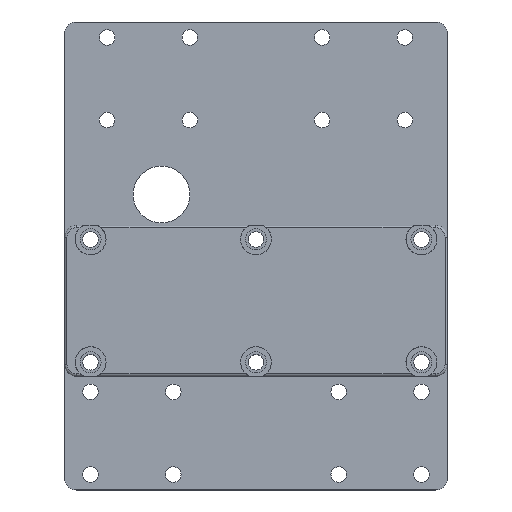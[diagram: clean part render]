
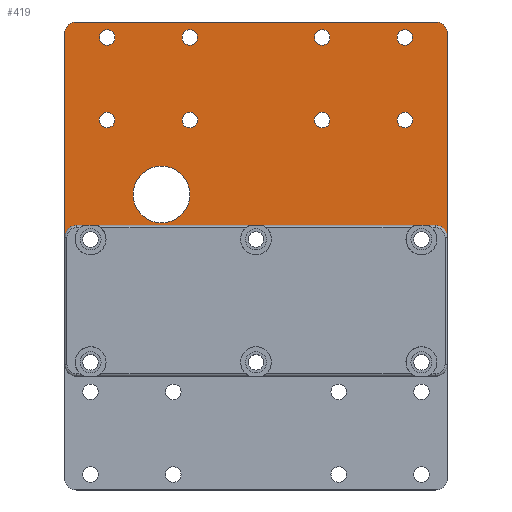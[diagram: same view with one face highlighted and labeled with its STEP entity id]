
A CAD part, top view. The second image highlights one B-rep face of the part: STEP entity #419.
In plain terms, the highlighted planar face has unit normal (0, 0, 1).
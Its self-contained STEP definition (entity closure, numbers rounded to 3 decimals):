
#48 = VERTEX_POINT('',#49);
#49 = CARTESIAN_POINT('',(14.,106.9,1.));
#55 = EDGE_CURVE('',#56,#48,#58,.T.);
#56 = VERTEX_POINT('',#57);
#57 = CARTESIAN_POINT('',(14.,111.9,1.));
#58 = LINE('',#59,#60);
#59 = CARTESIAN_POINT('',(14.,24.05,1.));
#60 = VECTOR('',#61,1.);
#61 = DIRECTION('',(0.,-1.,0.));
#376 = VERTEX_POINT('',#377);
#377 = CARTESIAN_POINT('',(14.,193.,1.));
#383 = EDGE_CURVE('',#56,#376,#384,.T.);
#384 = LINE('',#385,#386);
#385 = CARTESIAN_POINT('',(14.,0.,1.));
#386 = VECTOR('',#387,1.);
#387 = DIRECTION('',(0.,1.,0.));
#419 = ADVANCED_FACE('',(#420,#490,#501,#512,#523,#534,#545,#556,#567,
    #578),#589,.T.);
#420 = FACE_BOUND('',#421,.T.);
#421 = EDGE_LOOP('',(#422,#423,#424,#433,#441,#450,#458,#466,#475,#483)
  );
#422 = ORIENTED_EDGE('',*,*,#383,.F.);
#423 = ORIENTED_EDGE('',*,*,#55,.T.);
#424 = ORIENTED_EDGE('',*,*,#425,.T.);
#425 = EDGE_CURVE('',#48,#426,#428,.T.);
#426 = VERTEX_POINT('',#427);
#427 = CARTESIAN_POINT('',(19.,111.9,1.));
#428 = CIRCLE('',#429,5.);
#429 = AXIS2_PLACEMENT_3D('',#430,#431,#432);
#430 = CARTESIAN_POINT('',(19.,106.9,1.));
#431 = DIRECTION('',(-0.,-0.,-1.));
#432 = DIRECTION('',(0.,-1.,0.));
#433 = ORIENTED_EDGE('',*,*,#434,.T.);
#434 = EDGE_CURVE('',#426,#435,#437,.T.);
#435 = VERTEX_POINT('',#436);
#436 = CARTESIAN_POINT('',(171.,111.9,1.));
#437 = LINE('',#438,#439);
#438 = CARTESIAN_POINT('',(14.,111.9,1.));
#439 = VECTOR('',#440,1.);
#440 = DIRECTION('',(1.,0.,0.));
#441 = ORIENTED_EDGE('',*,*,#442,.T.);
#442 = EDGE_CURVE('',#435,#443,#445,.T.);
#443 = VERTEX_POINT('',#444);
#444 = CARTESIAN_POINT('',(176.,106.9,1.));
#445 = CIRCLE('',#446,5.);
#446 = AXIS2_PLACEMENT_3D('',#447,#448,#449);
#447 = CARTESIAN_POINT('',(171.,106.9,1.));
#448 = DIRECTION('',(-0.,-0.,-1.));
#449 = DIRECTION('',(0.,-1.,0.));
#450 = ORIENTED_EDGE('',*,*,#451,.F.);
#451 = EDGE_CURVE('',#452,#443,#454,.T.);
#452 = VERTEX_POINT('',#453);
#453 = CARTESIAN_POINT('',(176.,111.9,1.));
#454 = LINE('',#455,#456);
#455 = CARTESIAN_POINT('',(176.,24.05,1.));
#456 = VECTOR('',#457,1.);
#457 = DIRECTION('',(0.,-1.,0.));
#458 = ORIENTED_EDGE('',*,*,#459,.T.);
#459 = EDGE_CURVE('',#452,#460,#462,.T.);
#460 = VERTEX_POINT('',#461);
#461 = CARTESIAN_POINT('',(176.,193.,1.));
#462 = LINE('',#463,#464);
#463 = CARTESIAN_POINT('',(176.,0.,1.));
#464 = VECTOR('',#465,1.);
#465 = DIRECTION('',(0.,1.,0.));
#466 = ORIENTED_EDGE('',*,*,#467,.F.);
#467 = EDGE_CURVE('',#468,#460,#470,.T.);
#468 = VERTEX_POINT('',#469);
#469 = CARTESIAN_POINT('',(171.,198.,1.));
#470 = CIRCLE('',#471,5.);
#471 = AXIS2_PLACEMENT_3D('',#472,#473,#474);
#472 = CARTESIAN_POINT('',(171.,193.,1.));
#473 = DIRECTION('',(-0.,-0.,-1.));
#474 = DIRECTION('',(0.,-1.,0.));
#475 = ORIENTED_EDGE('',*,*,#476,.F.);
#476 = EDGE_CURVE('',#477,#468,#479,.T.);
#477 = VERTEX_POINT('',#478);
#478 = CARTESIAN_POINT('',(19.,198.,1.));
#479 = LINE('',#480,#481);
#480 = CARTESIAN_POINT('',(14.,198.,1.));
#481 = VECTOR('',#482,1.);
#482 = DIRECTION('',(1.,0.,0.));
#483 = ORIENTED_EDGE('',*,*,#484,.F.);
#484 = EDGE_CURVE('',#376,#477,#485,.T.);
#485 = CIRCLE('',#486,5.);
#486 = AXIS2_PLACEMENT_3D('',#487,#488,#489);
#487 = CARTESIAN_POINT('',(19.,193.,1.));
#488 = DIRECTION('',(-0.,-0.,-1.));
#489 = DIRECTION('',(0.,-1.,0.));
#490 = FACE_BOUND('',#491,.T.);
#491 = EDGE_LOOP('',(#492));
#492 = ORIENTED_EDGE('',*,*,#493,.T.);
#493 = EDGE_CURVE('',#494,#494,#496,.T.);
#494 = VERTEX_POINT('',#495);
#495 = CARTESIAN_POINT('',(67.,125.,1.));
#496 = CIRCLE('',#497,12.);
#497 = AXIS2_PLACEMENT_3D('',#498,#499,#500);
#498 = CARTESIAN_POINT('',(55.,125.,1.));
#499 = DIRECTION('',(0.,0.,-1.));
#500 = DIRECTION('',(1.,0.,0.));
#501 = FACE_BOUND('',#502,.T.);
#502 = EDGE_LOOP('',(#503));
#503 = ORIENTED_EDGE('',*,*,#504,.T.);
#504 = EDGE_CURVE('',#505,#505,#507,.T.);
#505 = VERTEX_POINT('',#506);
#506 = CARTESIAN_POINT('',(35.3,156.5,1.));
#507 = CIRCLE('',#508,3.3);
#508 = AXIS2_PLACEMENT_3D('',#509,#510,#511);
#509 = CARTESIAN_POINT('',(32.,156.5,1.));
#510 = DIRECTION('',(0.,0.,-1.));
#511 = DIRECTION('',(1.,0.,0.));
#512 = FACE_BOUND('',#513,.T.);
#513 = EDGE_LOOP('',(#514));
#514 = ORIENTED_EDGE('',*,*,#515,.T.);
#515 = EDGE_CURVE('',#516,#516,#518,.T.);
#516 = VERTEX_POINT('',#517);
#517 = CARTESIAN_POINT('',(35.3,191.5,1.));
#518 = CIRCLE('',#519,3.3);
#519 = AXIS2_PLACEMENT_3D('',#520,#521,#522);
#520 = CARTESIAN_POINT('',(32.,191.5,1.));
#521 = DIRECTION('',(0.,0.,-1.));
#522 = DIRECTION('',(1.,0.,0.));
#523 = FACE_BOUND('',#524,.T.);
#524 = EDGE_LOOP('',(#525));
#525 = ORIENTED_EDGE('',*,*,#526,.T.);
#526 = EDGE_CURVE('',#527,#527,#529,.T.);
#527 = VERTEX_POINT('',#528);
#528 = CARTESIAN_POINT('',(70.3,156.5,1.));
#529 = CIRCLE('',#530,3.3);
#530 = AXIS2_PLACEMENT_3D('',#531,#532,#533);
#531 = CARTESIAN_POINT('',(67.,156.5,1.));
#532 = DIRECTION('',(0.,0.,-1.));
#533 = DIRECTION('',(1.,0.,0.));
#534 = FACE_BOUND('',#535,.T.);
#535 = EDGE_LOOP('',(#536));
#536 = ORIENTED_EDGE('',*,*,#537,.T.);
#537 = EDGE_CURVE('',#538,#538,#540,.T.);
#538 = VERTEX_POINT('',#539);
#539 = CARTESIAN_POINT('',(70.3,191.5,1.));
#540 = CIRCLE('',#541,3.3);
#541 = AXIS2_PLACEMENT_3D('',#542,#543,#544);
#542 = CARTESIAN_POINT('',(67.,191.5,1.));
#543 = DIRECTION('',(0.,0.,-1.));
#544 = DIRECTION('',(1.,0.,0.));
#545 = FACE_BOUND('',#546,.T.);
#546 = EDGE_LOOP('',(#547));
#547 = ORIENTED_EDGE('',*,*,#548,.T.);
#548 = EDGE_CURVE('',#549,#549,#551,.T.);
#549 = VERTEX_POINT('',#550);
#550 = CARTESIAN_POINT('',(126.3,156.5,1.));
#551 = CIRCLE('',#552,3.3);
#552 = AXIS2_PLACEMENT_3D('',#553,#554,#555);
#553 = CARTESIAN_POINT('',(123.,156.5,1.));
#554 = DIRECTION('',(0.,0.,-1.));
#555 = DIRECTION('',(1.,0.,0.));
#556 = FACE_BOUND('',#557,.T.);
#557 = EDGE_LOOP('',(#558));
#558 = ORIENTED_EDGE('',*,*,#559,.T.);
#559 = EDGE_CURVE('',#560,#560,#562,.T.);
#560 = VERTEX_POINT('',#561);
#561 = CARTESIAN_POINT('',(126.3,191.5,1.));
#562 = CIRCLE('',#563,3.3);
#563 = AXIS2_PLACEMENT_3D('',#564,#565,#566);
#564 = CARTESIAN_POINT('',(123.,191.5,1.));
#565 = DIRECTION('',(0.,0.,-1.));
#566 = DIRECTION('',(1.,0.,0.));
#567 = FACE_BOUND('',#568,.T.);
#568 = EDGE_LOOP('',(#569));
#569 = ORIENTED_EDGE('',*,*,#570,.T.);
#570 = EDGE_CURVE('',#571,#571,#573,.T.);
#571 = VERTEX_POINT('',#572);
#572 = CARTESIAN_POINT('',(161.3,156.5,1.));
#573 = CIRCLE('',#574,3.3);
#574 = AXIS2_PLACEMENT_3D('',#575,#576,#577);
#575 = CARTESIAN_POINT('',(158.,156.5,1.));
#576 = DIRECTION('',(0.,0.,-1.));
#577 = DIRECTION('',(1.,0.,0.));
#578 = FACE_BOUND('',#579,.T.);
#579 = EDGE_LOOP('',(#580));
#580 = ORIENTED_EDGE('',*,*,#581,.T.);
#581 = EDGE_CURVE('',#582,#582,#584,.T.);
#582 = VERTEX_POINT('',#583);
#583 = CARTESIAN_POINT('',(161.3,191.5,1.));
#584 = CIRCLE('',#585,3.3);
#585 = AXIS2_PLACEMENT_3D('',#586,#587,#588);
#586 = CARTESIAN_POINT('',(158.,191.5,1.));
#587 = DIRECTION('',(0.,0.,-1.));
#588 = DIRECTION('',(1.,0.,0.));
#589 = PLANE('',#590);
#590 = AXIS2_PLACEMENT_3D('',#591,#592,#593);
#591 = CARTESIAN_POINT('',(14.,0.,1.));
#592 = DIRECTION('',(0.,0.,1.));
#593 = DIRECTION('',(1.,0.,0.));
